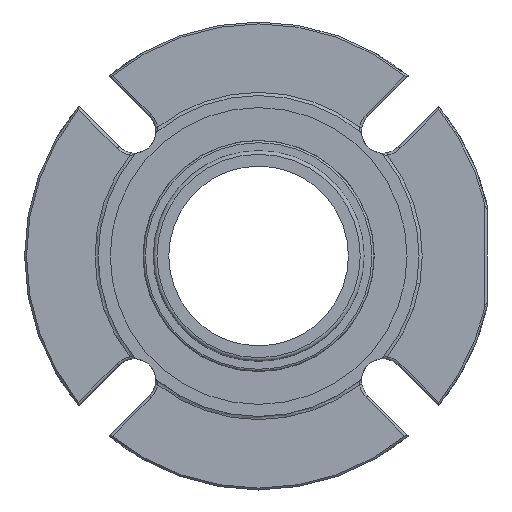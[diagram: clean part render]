
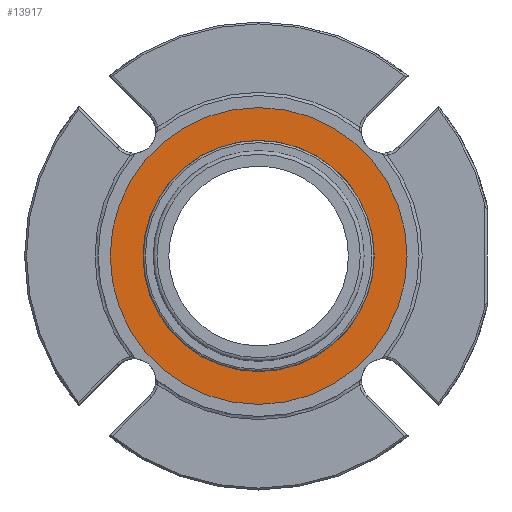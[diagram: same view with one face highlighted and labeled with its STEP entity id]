
A CAD part, left-side view. The second image highlights one B-rep face of the part: STEP entity #13917.
In plain terms, the highlighted planar face has unit normal (-1, 0, 0).
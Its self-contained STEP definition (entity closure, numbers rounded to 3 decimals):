
#1852=PLANE('',#14963);
#4721=ORIENTED_EDGE('',*,*,#6169,.T.);
#4722=ORIENTED_EDGE('',*,*,#6168,.T.);
#6168=EDGE_CURVE('',#7087,#7087,#7609,.F.);
#6169=EDGE_CURVE('',#7088,#7088,#7610,.T.);
#7087=VERTEX_POINT('',#24986);
#7088=VERTEX_POINT('',#24989);
#7609=CIRCLE('',#14962,46.99);
#7610=CIRCLE('',#14964,60.325);
#8295=EDGE_LOOP('',(#4721));
#8296=EDGE_LOOP('',(#4722));
#8989=FACE_BOUND('',#8295,.T.);
#8990=FACE_BOUND('',#8296,.T.);
#13917=ADVANCED_FACE('',(#8989,#8990),#1852,.T.);
#14962=AXIS2_PLACEMENT_3D('',#24985,#17526,#17527);
#14963=AXIS2_PLACEMENT_3D('',#24987,#17528,#17529);
#14964=AXIS2_PLACEMENT_3D('',#24988,#17530,#17531);
#17526=DIRECTION('',(-1.,0.,0.));
#17527=DIRECTION('',(0.,-1.,0.));
#17528=DIRECTION('',(-1.,0.,0.));
#17529=DIRECTION('',(0.,0.,-1.));
#17530=DIRECTION('',(-1.,0.,0.));
#17531=DIRECTION('',(0.,0.,-1.));
#24985=CARTESIAN_POINT('',(-0.483,0.,0.));
#24986=CARTESIAN_POINT('',(-0.483,-46.99,0.));
#24987=CARTESIAN_POINT('',(-0.483,0.,-50.8));
#24988=CARTESIAN_POINT('',(-0.483,0.,0.));
#24989=CARTESIAN_POINT('',(-0.483,0.,-60.325));
